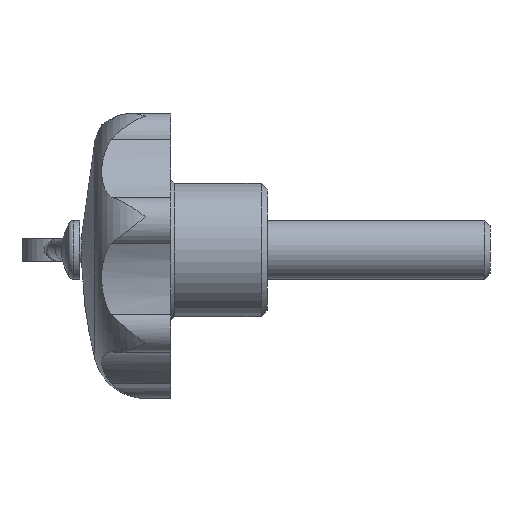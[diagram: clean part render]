
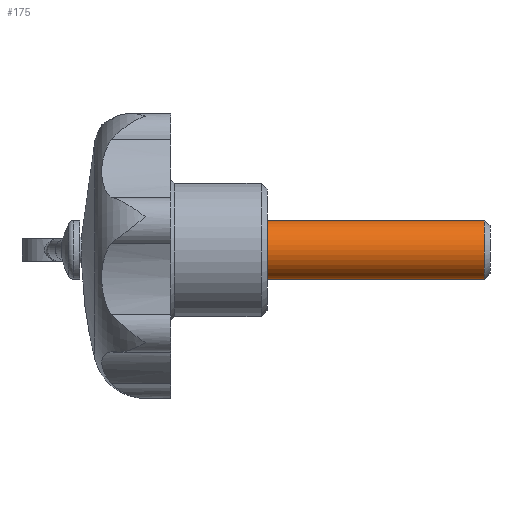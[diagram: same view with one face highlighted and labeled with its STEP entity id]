
A CAD part, left-side view. The second image highlights one B-rep face of the part: STEP entity #175.
In plain terms, the highlighted cylindrical face has radius 4 mm (diameter 8 mm), a full revolution.
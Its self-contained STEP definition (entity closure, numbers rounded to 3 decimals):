
#175 = ADVANCED_FACE( '', ( #367, #368 ), #369, .T. );
#367 = FACE_OUTER_BOUND( '', #565, .T. );
#368 = FACE_OUTER_BOUND( '', #566, .T. );
#369 = CYLINDRICAL_SURFACE( '', #567, 4. );
#565 = EDGE_LOOP( '', ( #1021 ) );
#566 = EDGE_LOOP( '', ( #1022 ) );
#567 = AXIS2_PLACEMENT_3D( '', #1023, #1024, #1025 );
#1021 = ORIENTED_EDGE( '', *, *, #1198, .F. );
#1022 = ORIENTED_EDGE( '', *, *, #1128, .T. );
#1023 = CARTESIAN_POINT( '', ( 0., -30., 0. ) );
#1024 = DIRECTION( '', ( 0., 1., 0. ) );
#1025 = DIRECTION( '', ( 0., 0., -1. ) );
#1128 = EDGE_CURVE( '', #1345, #1345, #1346, .T. );
#1198 = EDGE_CURVE( '', #1458, #1458, #1459, .T. );
#1345 = VERTEX_POINT( '', #1962 );
#1346 = CIRCLE( '', #1963, 4. );
#1458 = VERTEX_POINT( '', #2135 );
#1459 = CIRCLE( '', #2136, 4. );
#1962 = CARTESIAN_POINT( '', ( 0., 0., -4. ) );
#1963 = AXIS2_PLACEMENT_3D( '', #2365, #2366, #2367 );
#2135 = CARTESIAN_POINT( '', ( 0., -29.233, -4. ) );
#2136 = AXIS2_PLACEMENT_3D( '', #2467, #2468, #2469 );
#2365 = CARTESIAN_POINT( '', ( 0., 0., 0. ) );
#2366 = DIRECTION( '', ( 0., -1., 0. ) );
#2367 = DIRECTION( '', ( 0., 0., -1. ) );
#2467 = CARTESIAN_POINT( '', ( 0., -29.233, 0. ) );
#2468 = DIRECTION( '', ( 0., -1., 0. ) );
#2469 = DIRECTION( '', ( 0., 0., -1. ) );
